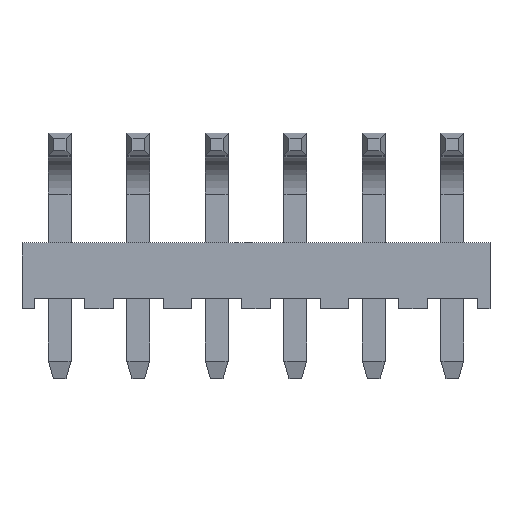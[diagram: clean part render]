
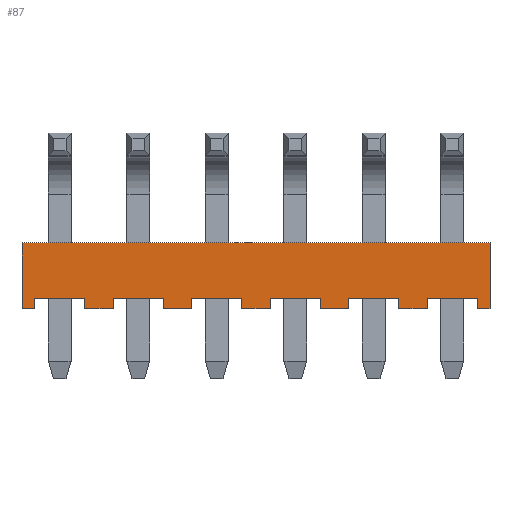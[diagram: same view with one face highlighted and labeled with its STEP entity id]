
A CAD part, top view. The second image highlights one B-rep face of the part: STEP entity #87.
In plain terms, the highlighted planar face has unit normal (0, 0, 1).
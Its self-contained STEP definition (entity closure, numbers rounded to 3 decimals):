
#87=ADVANCED_FACE('',(#324),#325,.T.);
#324=FACE_OUTER_BOUND('',#728,.T.);
#325=PLANE('',#729);
#728=EDGE_LOOP('',(#1366,#1367,#1368,#1369,#1370,#1371,#1372,#1373,#1374,#1375,#1376,#1377,#1378,#1379,#1380,#1381,#1382,#1383,#1384,#1385,#1386,#1387,#1388,#1389,#1390,#1391,#1392,#1393));
#729=AXIS2_PLACEMENT_3D('',#1394,#1395,#1396);
#1366=ORIENTED_EDGE('',*,*,#2739,.F.);
#1367=ORIENTED_EDGE('',*,*,#2780,.F.);
#1368=ORIENTED_EDGE('',*,*,#2692,.T.);
#1369=ORIENTED_EDGE('',*,*,#2781,.T.);
#1370=ORIENTED_EDGE('',*,*,#2735,.F.);
#1371=ORIENTED_EDGE('',*,*,#2782,.F.);
#1372=ORIENTED_EDGE('',*,*,#2680,.T.);
#1373=ORIENTED_EDGE('',*,*,#2783,.T.);
#1374=ORIENTED_EDGE('',*,*,#2731,.F.);
#1375=ORIENTED_EDGE('',*,*,#2784,.F.);
#1376=ORIENTED_EDGE('',*,*,#2673,.T.);
#1377=ORIENTED_EDGE('',*,*,#2785,.T.);
#1378=ORIENTED_EDGE('',*,*,#2727,.F.);
#1379=ORIENTED_EDGE('',*,*,#2786,.F.);
#1380=ORIENTED_EDGE('',*,*,#2666,.T.);
#1381=ORIENTED_EDGE('',*,*,#2787,.T.);
#1382=ORIENTED_EDGE('',*,*,#2723,.F.);
#1383=ORIENTED_EDGE('',*,*,#2788,.F.);
#1384=ORIENTED_EDGE('',*,*,#2659,.T.);
#1385=ORIENTED_EDGE('',*,*,#2789,.T.);
#1386=ORIENTED_EDGE('',*,*,#2719,.F.);
#1387=ORIENTED_EDGE('',*,*,#2698,.F.);
#1388=ORIENTED_EDGE('',*,*,#2653,.T.);
#1389=ORIENTED_EDGE('',*,*,#2779,.T.);
#1390=ORIENTED_EDGE('',*,*,#2790,.T.);
#1391=ORIENTED_EDGE('',*,*,#2791,.T.);
#1392=ORIENTED_EDGE('',*,*,#2684,.T.);
#1393=ORIENTED_EDGE('',*,*,#2646,.T.);
#1394=CARTESIAN_POINT('',(0.0,0.0,3.175));
#1395=DIRECTION('',(0.0,0.0,1.0));
#1396=DIRECTION('',(1.0,0.0,0.0));
#2646=EDGE_CURVE('',#3190,#3194,#3196,.T.);
#2653=EDGE_CURVE('',#3203,#3207,#3209,.T.);
#2659=EDGE_CURVE('',#3220,#3218,#3221,.T.);
#2666=EDGE_CURVE('',#3233,#3231,#3234,.T.);
#2673=EDGE_CURVE('',#3246,#3244,#3247,.T.);
#2680=EDGE_CURVE('',#3259,#3257,#3260,.T.);
#2684=EDGE_CURVE('',#3265,#3190,#3266,.T.);
#2692=EDGE_CURVE('',#3280,#3278,#3281,.T.);
#2698=EDGE_CURVE('',#3203,#3286,#3290,.T.);
#2719=EDGE_CURVE('',#3286,#3325,#3326,.T.);
#2723=EDGE_CURVE('',#3331,#3333,#3334,.T.);
#2727=EDGE_CURVE('',#3339,#3341,#3342,.T.);
#2731=EDGE_CURVE('',#3347,#3349,#3350,.T.);
#2735=EDGE_CURVE('',#3355,#3357,#3358,.T.);
#2739=EDGE_CURVE('',#3363,#3194,#3365,.T.);
#2779=EDGE_CURVE('',#3207,#3428,#3430,.T.);
#2780=EDGE_CURVE('',#3280,#3363,#3431,.T.);
#2781=EDGE_CURVE('',#3278,#3357,#3432,.T.);
#2782=EDGE_CURVE('',#3259,#3355,#3433,.T.);
#2783=EDGE_CURVE('',#3257,#3349,#3434,.T.);
#2784=EDGE_CURVE('',#3246,#3347,#3435,.T.);
#2785=EDGE_CURVE('',#3244,#3341,#3436,.T.);
#2786=EDGE_CURVE('',#3233,#3339,#3437,.T.);
#2787=EDGE_CURVE('',#3231,#3333,#3438,.T.);
#2788=EDGE_CURVE('',#3220,#3331,#3439,.T.);
#2789=EDGE_CURVE('',#3218,#3325,#3440,.T.);
#2790=EDGE_CURVE('',#3428,#3441,#3442,.T.);
#2791=EDGE_CURVE('',#3441,#3265,#3443,.T.);
#3190=VERTEX_POINT('',#4005);
#3194=VERTEX_POINT('',#4011);
#3196=LINE('',#4014,#4015);
#3203=VERTEX_POINT('',#4025);
#3207=VERTEX_POINT('',#4031);
#3209=LINE('',#4034,#4035);
#3218=VERTEX_POINT('',#4048);
#3220=VERTEX_POINT('',#4051);
#3221=LINE('',#4052,#4053);
#3231=VERTEX_POINT('',#4068);
#3233=VERTEX_POINT('',#4071);
#3234=LINE('',#4072,#4073);
#3244=VERTEX_POINT('',#4088);
#3246=VERTEX_POINT('',#4091);
#3247=LINE('',#4092,#4093);
#3257=VERTEX_POINT('',#4108);
#3259=VERTEX_POINT('',#4111);
#3260=LINE('',#4112,#4113);
#3265=VERTEX_POINT('',#4121);
#3266=LINE('',#4122,#4123);
#3278=VERTEX_POINT('',#4141);
#3280=VERTEX_POINT('',#4144);
#3281=LINE('',#4145,#4146);
#3286=VERTEX_POINT('',#4154);
#3290=LINE('',#4160,#4161);
#3325=VERTEX_POINT('',#4216);
#3326=LINE('',#4217,#4218);
#3331=VERTEX_POINT('',#4225);
#3333=VERTEX_POINT('',#4228);
#3334=LINE('',#4229,#4230);
#3339=VERTEX_POINT('',#4237);
#3341=VERTEX_POINT('',#4240);
#3342=LINE('',#4241,#4242);
#3347=VERTEX_POINT('',#4249);
#3349=VERTEX_POINT('',#4252);
#3350=LINE('',#4253,#4254);
#3355=VERTEX_POINT('',#4261);
#3357=VERTEX_POINT('',#4264);
#3358=LINE('',#4265,#4266);
#3363=VERTEX_POINT('',#4273);
#3365=LINE('',#4276,#4277);
#3428=VERTEX_POINT('',#4378);
#3430=LINE('',#4381,#4382);
#3431=LINE('',#4383,#4384);
#3432=LINE('',#4385,#4386);
#3433=LINE('',#4387,#4388);
#3434=LINE('',#4389,#4390);
#3435=LINE('',#4391,#4392);
#3436=LINE('',#4393,#4394);
#3437=LINE('',#4395,#4396);
#3438=LINE('',#4397,#4398);
#3439=LINE('',#4399,#4400);
#3440=LINE('',#4401,#4402);
#3441=VERTEX_POINT('',#4403);
#3442=LINE('',#4404,#4405);
#3443=LINE('',#4406,#4407);
#4005=CARTESIAN_POINT('',(-11.176,-1.651,3.175));
#4011=CARTESIAN_POINT('',(-11.176,-1.143,3.175));
#4014=CARTESIAN_POINT('',(-11.176,-1.651,3.175));
#4015=VECTOR('',#5186,0.508);
#4025=CARTESIAN_POINT('',(11.176,-1.651,3.175));
#4031=CARTESIAN_POINT('',(11.811,-1.651,3.175));
#4034=CARTESIAN_POINT('',(11.176,-1.651,3.175));
#4035=VECTOR('',#5193,0.635);
#4048=CARTESIAN_POINT('',(8.636,-1.651,3.175));
#4051=CARTESIAN_POINT('',(7.214,-1.651,3.175));
#4052=CARTESIAN_POINT('',(7.214,-1.651,3.175));
#4053=VECTOR('',#5199,1.422);
#4068=CARTESIAN_POINT('',(4.674,-1.651,3.175));
#4071=CARTESIAN_POINT('',(3.251,-1.651,3.175));
#4072=CARTESIAN_POINT('',(3.251,-1.651,3.175));
#4073=VECTOR('',#5206,1.422);
#4088=CARTESIAN_POINT('',(0.711,-1.651,3.175));
#4091=CARTESIAN_POINT('',(-0.711,-1.651,3.175));
#4092=CARTESIAN_POINT('',(-0.711,-1.651,3.175));
#4093=VECTOR('',#5213,1.422);
#4108=CARTESIAN_POINT('',(-3.251,-1.651,3.175));
#4111=CARTESIAN_POINT('',(-4.674,-1.651,3.175));
#4112=CARTESIAN_POINT('',(-4.674,-1.651,3.175));
#4113=VECTOR('',#5220,1.422);
#4121=CARTESIAN_POINT('',(-11.811,-1.651,3.175));
#4122=CARTESIAN_POINT('',(-11.811,-1.651,3.175));
#4123=VECTOR('',#5224,0.635);
#4141=CARTESIAN_POINT('',(-7.214,-1.651,3.175));
#4144=CARTESIAN_POINT('',(-8.636,-1.651,3.175));
#4145=CARTESIAN_POINT('',(-8.636,-1.651,3.175));
#4146=VECTOR('',#5232,1.422);
#4154=CARTESIAN_POINT('',(11.176,-1.143,3.175));
#4160=CARTESIAN_POINT('',(11.176,-1.651,3.175));
#4161=VECTOR('',#5238,0.508);
#4216=CARTESIAN_POINT('',(8.636,-1.143,3.175));
#4217=CARTESIAN_POINT('',(11.176,-1.143,3.175));
#4218=VECTOR('',#5259,2.54);
#4225=CARTESIAN_POINT('',(7.214,-1.143,3.175));
#4228=CARTESIAN_POINT('',(4.674,-1.143,3.175));
#4229=CARTESIAN_POINT('',(7.214,-1.143,3.175));
#4230=VECTOR('',#5263,2.54);
#4237=CARTESIAN_POINT('',(3.251,-1.143,3.175));
#4240=CARTESIAN_POINT('',(0.711,-1.143,3.175));
#4241=CARTESIAN_POINT('',(3.251,-1.143,3.175));
#4242=VECTOR('',#5267,2.54);
#4249=CARTESIAN_POINT('',(-0.711,-1.143,3.175));
#4252=CARTESIAN_POINT('',(-3.251,-1.143,3.175));
#4253=CARTESIAN_POINT('',(-0.711,-1.143,3.175));
#4254=VECTOR('',#5271,2.54);
#4261=CARTESIAN_POINT('',(-4.674,-1.143,3.175));
#4264=CARTESIAN_POINT('',(-7.214,-1.143,3.175));
#4265=CARTESIAN_POINT('',(-4.674,-1.143,3.175));
#4266=VECTOR('',#5275,2.54);
#4273=CARTESIAN_POINT('',(-8.636,-1.143,3.175));
#4276=CARTESIAN_POINT('',(-8.636,-1.143,3.175));
#4277=VECTOR('',#5279,2.54);
#4378=CARTESIAN_POINT('',(11.811,1.651,3.175));
#4381=CARTESIAN_POINT('',(11.811,-1.651,3.175));
#4382=VECTOR('',#5319,3.302);
#4383=CARTESIAN_POINT('',(-8.636,-1.651,3.175));
#4384=VECTOR('',#5320,0.508);
#4385=CARTESIAN_POINT('',(-7.214,-1.651,3.175));
#4386=VECTOR('',#5321,0.508);
#4387=CARTESIAN_POINT('',(-4.674,-1.651,3.175));
#4388=VECTOR('',#5322,0.508);
#4389=CARTESIAN_POINT('',(-3.251,-1.651,3.175));
#4390=VECTOR('',#5323,0.508);
#4391=CARTESIAN_POINT('',(-0.711,-1.651,3.175));
#4392=VECTOR('',#5324,0.508);
#4393=CARTESIAN_POINT('',(0.711,-1.651,3.175));
#4394=VECTOR('',#5325,0.508);
#4395=CARTESIAN_POINT('',(3.251,-1.651,3.175));
#4396=VECTOR('',#5326,0.508);
#4397=CARTESIAN_POINT('',(4.674,-1.651,3.175));
#4398=VECTOR('',#5327,0.508);
#4399=CARTESIAN_POINT('',(7.214,-1.651,3.175));
#4400=VECTOR('',#5328,0.508);
#4401=CARTESIAN_POINT('',(8.636,-1.651,3.175));
#4402=VECTOR('',#5329,0.508);
#4403=CARTESIAN_POINT('',(-11.811,1.651,3.175));
#4404=CARTESIAN_POINT('',(11.811,1.651,3.175));
#4405=VECTOR('',#5330,23.622);
#4406=CARTESIAN_POINT('',(-11.811,1.651,3.175));
#4407=VECTOR('',#5331,3.302);
#5186=DIRECTION('',(0.0,1.0,0.0));
#5193=DIRECTION('',(1.0,0.0,0.0));
#5199=DIRECTION('',(1.0,0.0,0.0));
#5206=DIRECTION('',(1.0,0.0,0.0));
#5213=DIRECTION('',(1.0,0.0,0.0));
#5220=DIRECTION('',(1.0,0.0,0.0));
#5224=DIRECTION('',(1.0,0.0,0.0));
#5232=DIRECTION('',(1.0,0.0,0.0));
#5238=DIRECTION('',(0.0,1.0,0.0));
#5259=DIRECTION('',(-1.0,0.0,0.0));
#5263=DIRECTION('',(-1.0,0.0,0.0));
#5267=DIRECTION('',(-1.0,0.0,0.0));
#5271=DIRECTION('',(-1.0,0.0,0.0));
#5275=DIRECTION('',(-1.0,0.0,0.0));
#5279=DIRECTION('',(-1.0,0.0,0.0));
#5319=DIRECTION('',(0.0,1.0,0.0));
#5320=DIRECTION('',(0.0,1.0,0.0));
#5321=DIRECTION('',(0.0,1.0,0.0));
#5322=DIRECTION('',(0.0,1.0,0.0));
#5323=DIRECTION('',(0.0,1.0,0.0));
#5324=DIRECTION('',(0.0,1.0,0.0));
#5325=DIRECTION('',(0.0,1.0,0.0));
#5326=DIRECTION('',(0.0,1.0,0.0));
#5327=DIRECTION('',(0.0,1.0,0.0));
#5328=DIRECTION('',(0.0,1.0,0.0));
#5329=DIRECTION('',(0.0,1.0,0.0));
#5330=DIRECTION('',(-1.0,0.0,0.0));
#5331=DIRECTION('',(0.0,-1.0,0.0));
